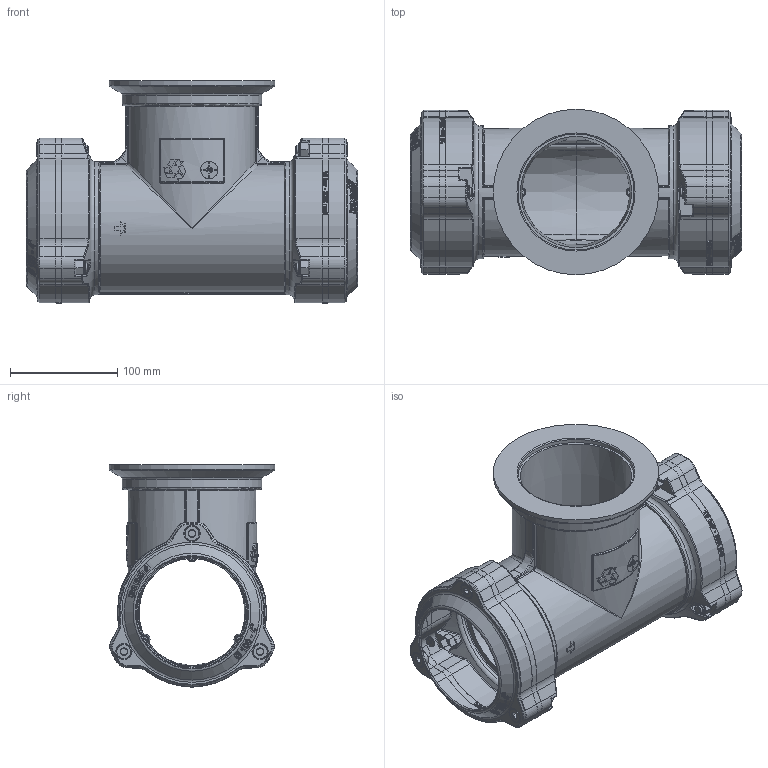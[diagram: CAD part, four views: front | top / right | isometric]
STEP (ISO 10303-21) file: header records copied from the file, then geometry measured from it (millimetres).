
FILE_DESCRIPTION(/* description */ (''),/* implementation_level */ '2;1');
FILE_NAME(/* name */ 'PPS1 TC100.stp',/* time_stamp */ '2021-06-09T12:08:10+02:00',/* author */ ('Utilisateur'),/* organization */ (''),/* preprocessor_version */ 'ST-DEVELOPER v18.1',/* originating_system */ 'Autodesk Inventor 2021',/* authorisation */ '');
FILE_SCHEMA (('AUTOMOTIVE_DESIGN { 1 0 10303 214 3 1 1 }'));
Length unit declared in the file: metre
Products named in the file (1): PPS1 TC100
Bounding box: 308.13 x 154 x 206.69 mm (x, y, z)
Volume: 1810195.5 mm3; surface area: 322106.5 mm2
Topology: 1 solids, 3 shells, 2527 faces, 6750 edges, 4367 vertices
Faces by surface type: bspline 959, plane 746, cylinder 515, torus 162, cone 125, sphere 20
Full cylindrical faces by diameter (mm): 8 x6, 10 x2, 12 x6, 14 x6, 14.3 x6, 124 x1, 130 x1, 154 x1
Entity records: 99611 total; most frequent: CARTESIAN_POINT 40505, ORIENTED_EDGE 13444, DIRECTION 9171, EDGE_CURVE 6722, VERTEX_POINT 4367, AXIS2_PLACEMENT_3D 3297, EDGE_LOOP 2697, LINE 2577
